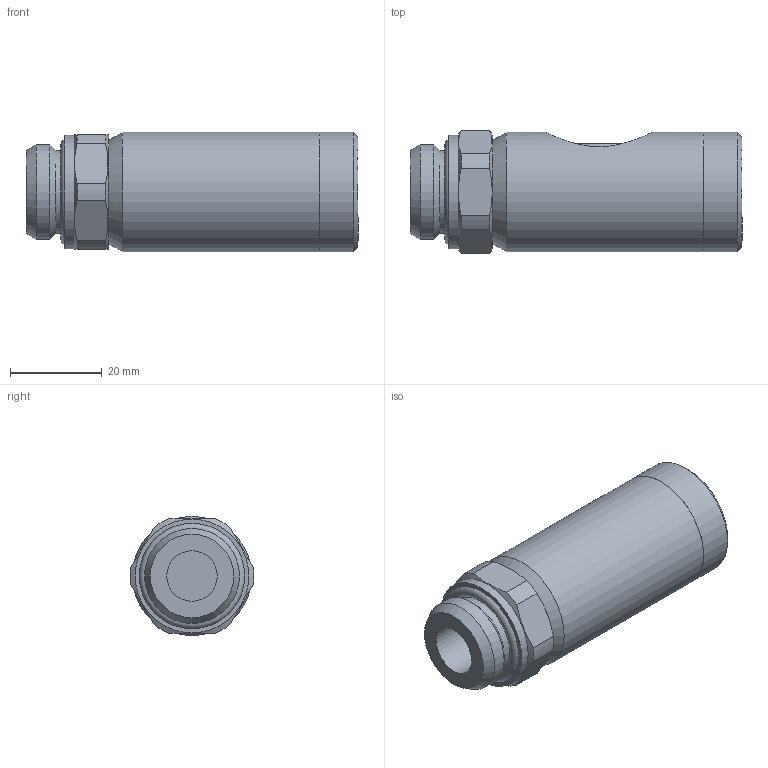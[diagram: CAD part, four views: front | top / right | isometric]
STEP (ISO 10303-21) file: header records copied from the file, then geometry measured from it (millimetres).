
FILE_DESCRIPTION( ( 'STEP AP214' ), '1' );
FILE_NAME( 'psolqas_6532_24.stp', '2021-03-04T17:34:40', ( 'License CC BY-ND 4.0' ), ( 'CADENAS' ), ' ', 'PARTsolutions', ' ' );
FILE_SCHEMA( ( 'AUTOMOTIVE_DESIGN { 1 0 10303 214 1 1 1 1 }' ) );
Length unit declared in the file: metre
Products named in the file (1): NONE
Bounding box: 72.4 x 26.97 x 26 mm (x, y, z)
Volume: 33051.1 mm3; surface area: 8530.4 mm2
Topology: 1 solids, 5 shells, 116 faces, 290 edges, 194 vertices
Faces by surface type: cylinder 46, plane 41, cone 27, torus 1, sphere 1
Full cylindrical faces by diameter (mm): 10.2 x1, 11 x1, 12.1 x1, 16.6 x1, 18 x1, 20.7 x1, 24.8 x1, 25.98 x1, 26 x2
Entity records: 4872 total; most frequent: CARTESIAN_POINT 1337, ORIENTED_EDGE 526, DIRECTION 512, EDGE_CURVE 263, AXIS2_PLACEMENT_3D 214, VERTEX_POINT 189, EDGE_LOOP 148, FACE_OUTER_BOUND 127
